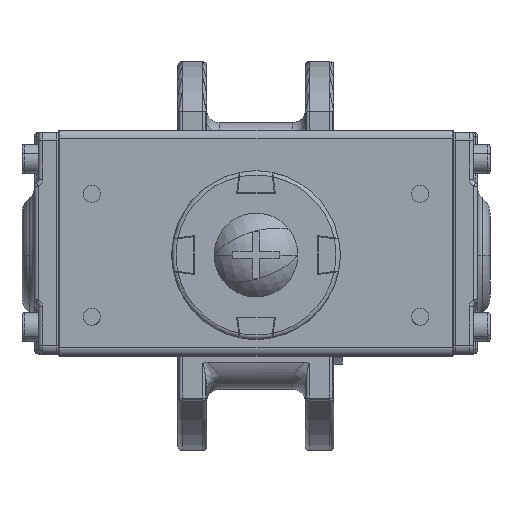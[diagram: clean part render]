
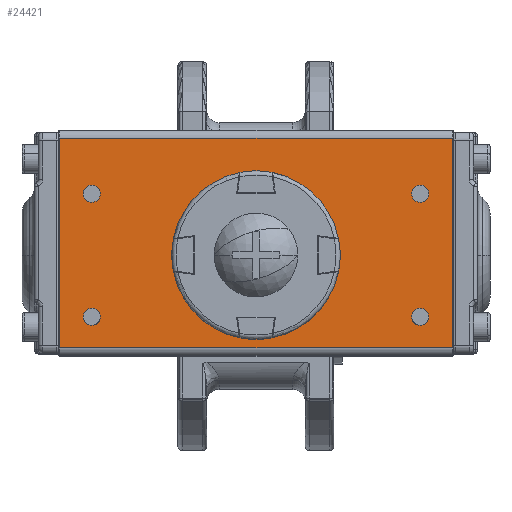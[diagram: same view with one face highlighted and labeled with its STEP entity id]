
A CAD part, top view. The second image highlights one B-rep face of the part: STEP entity #24421.
In plain terms, the highlighted planar face has unit normal (0, 0, 1).
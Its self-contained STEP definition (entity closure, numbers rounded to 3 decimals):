
#24282=CARTESIAN_POINT('',(-48.,30.5,98.));
#24283=DIRECTION('',(0.,0.,-1.));
#24284=DIRECTION('',(1.,0.,0.));
#24285=AXIS2_PLACEMENT_3D('',#24282,#24283,#24284);
#24286=PLANE('',#24285);
#24287=CARTESIAN_POINT('',(-42.1,-15.,98.));
#24288=VERTEX_POINT('',#24287);
#24289=CARTESIAN_POINT('',(-37.9,-15.,98.));
#24290=VERTEX_POINT('',#24289);
#24291=CARTESIAN_POINT('',(-40.,-15.,98.));
#24292=DIRECTION('',(-0.,-0.,1.));
#24293=DIRECTION('',(-1.,-0.,-0.));
#24294=AXIS2_PLACEMENT_3D('',#24291,#24292,#24293);
#24295=CIRCLE('',#24294,2.1);
#24296=EDGE_CURVE('NONE',#24288,#24290,#24295,.T.);
#24297=ORIENTED_EDGE('',*,*,#24296,.F.);
#24298=CARTESIAN_POINT('',(-40.,-15.,98.));
#24299=DIRECTION('',(-0.,-0.,1.));
#24300=DIRECTION('',(-1.,-0.,-0.));
#24301=AXIS2_PLACEMENT_3D('',#24298,#24299,#24300);
#24302=CIRCLE('',#24301,2.1);
#24303=EDGE_CURVE('NONE',#24290,#24288,#24302,.T.);
#24304=ORIENTED_EDGE('',*,*,#24303,.F.);
#24305=EDGE_LOOP('',(#24297,#24304));
#24306=FACE_BOUND('',#24305,.T.);
#24307=CARTESIAN_POINT('',(-42.1,15.,98.));
#24308=VERTEX_POINT('',#24307);
#24309=CARTESIAN_POINT('',(-37.9,15.,98.));
#24310=VERTEX_POINT('',#24309);
#24311=CARTESIAN_POINT('',(-40.,15.,98.));
#24312=DIRECTION('',(-0.,-0.,1.));
#24313=DIRECTION('',(-1.,-0.,-0.));
#24314=AXIS2_PLACEMENT_3D('',#24311,#24312,#24313);
#24315=CIRCLE('',#24314,2.1);
#24316=EDGE_CURVE('NONE',#24308,#24310,#24315,.T.);
#24317=ORIENTED_EDGE('',*,*,#24316,.F.);
#24318=CARTESIAN_POINT('',(-40.,15.,98.));
#24319=DIRECTION('',(-0.,-0.,1.));
#24320=DIRECTION('',(-1.,-0.,-0.));
#24321=AXIS2_PLACEMENT_3D('',#24318,#24319,#24320);
#24322=CIRCLE('',#24321,2.1);
#24323=EDGE_CURVE('NONE',#24310,#24308,#24322,.T.);
#24324=ORIENTED_EDGE('',*,*,#24323,.F.);
#24325=EDGE_LOOP('',(#24317,#24324));
#24326=FACE_BOUND('',#24325,.T.);
#24327=CARTESIAN_POINT('',(37.9,15.,98.));
#24328=VERTEX_POINT('',#24327);
#24329=CARTESIAN_POINT('',(42.1,15.,98.));
#24330=VERTEX_POINT('',#24329);
#24331=CARTESIAN_POINT('',(40.,15.,98.));
#24332=DIRECTION('',(-0.,-0.,1.));
#24333=DIRECTION('',(-1.,-0.,-0.));
#24334=AXIS2_PLACEMENT_3D('',#24331,#24332,#24333);
#24335=CIRCLE('',#24334,2.1);
#24336=EDGE_CURVE('NONE',#24328,#24330,#24335,.T.);
#24337=ORIENTED_EDGE('',*,*,#24336,.F.);
#24338=CARTESIAN_POINT('',(40.,15.,98.));
#24339=DIRECTION('',(-0.,-0.,1.));
#24340=DIRECTION('',(-1.,-0.,-0.));
#24341=AXIS2_PLACEMENT_3D('',#24338,#24339,#24340);
#24342=CIRCLE('',#24341,2.1);
#24343=EDGE_CURVE('NONE',#24330,#24328,#24342,.T.);
#24344=ORIENTED_EDGE('',*,*,#24343,.F.);
#24345=EDGE_LOOP('',(#24337,#24344));
#24346=FACE_BOUND('',#24345,.T.);
#24347=CARTESIAN_POINT('',(37.9,-15.,98.));
#24348=VERTEX_POINT('',#24347);
#24349=CARTESIAN_POINT('',(42.1,-15.,98.));
#24350=VERTEX_POINT('',#24349);
#24351=CARTESIAN_POINT('',(40.,-15.,98.));
#24352=DIRECTION('',(-0.,-0.,1.));
#24353=DIRECTION('',(-1.,-0.,-0.));
#24354=AXIS2_PLACEMENT_3D('',#24351,#24352,#24353);
#24355=CIRCLE('',#24354,2.1);
#24356=EDGE_CURVE('NONE',#24348,#24350,#24355,.T.);
#24357=ORIENTED_EDGE('',*,*,#24356,.F.);
#24358=CARTESIAN_POINT('',(40.,-15.,98.));
#24359=DIRECTION('',(-0.,-0.,1.));
#24360=DIRECTION('',(-1.,-0.,-0.));
#24361=AXIS2_PLACEMENT_3D('',#24358,#24359,#24360);
#24362=CIRCLE('',#24361,2.1);
#24363=EDGE_CURVE('NONE',#24350,#24348,#24362,.T.);
#24364=ORIENTED_EDGE('',*,*,#24363,.F.);
#24365=EDGE_LOOP('',(#24357,#24364));
#24366=FACE_BOUND('',#24365,.T.);
#24367=CARTESIAN_POINT('',(-47.8,-22.5,98.));
#24368=VERTEX_POINT('',#24367);
#24369=CARTESIAN_POINT('',(47.8,-22.5,98.));
#24370=VERTEX_POINT('',#24369);
#24371=CARTESIAN_POINT('',(-47.8,-22.5,98.));
#24372=DIRECTION('',(1.,0.,0.));
#24373=VECTOR('',#24372,95.6);
#24374=LINE('',#24371,#24373);
#24375=EDGE_CURVE('',#24368,#24370,#24374,.T.);
#24376=ORIENTED_EDGE('',*,*,#24375,.T.);
#24377=CARTESIAN_POINT('',(47.8,28.5,98.));
#24378=VERTEX_POINT('',#24377);
#24379=CARTESIAN_POINT('',(47.8,-22.5,98.));
#24380=DIRECTION('',(-0.,1.,0.));
#24381=VECTOR('',#24380,51.);
#24382=LINE('',#24379,#24381);
#24383=EDGE_CURVE('',#24370,#24378,#24382,.T.);
#24384=ORIENTED_EDGE('',*,*,#24383,.T.);
#24385=CARTESIAN_POINT('',(-47.8,28.5,98.));
#24386=VERTEX_POINT('',#24385);
#24387=CARTESIAN_POINT('',(47.8,28.5,98.));
#24388=DIRECTION('',(-1.,-0.,-0.));
#24389=VECTOR('',#24388,95.6);
#24390=LINE('',#24387,#24389);
#24391=EDGE_CURVE('',#24378,#24386,#24390,.T.);
#24392=ORIENTED_EDGE('',*,*,#24391,.T.);
#24393=CARTESIAN_POINT('',(-47.8,28.5,98.));
#24394=DIRECTION('',(0.,-1.,-0.));
#24395=VECTOR('',#24394,51.);
#24396=LINE('',#24393,#24395);
#24397=EDGE_CURVE('',#24386,#24368,#24396,.T.);
#24398=ORIENTED_EDGE('',*,*,#24397,.T.);
#24399=EDGE_LOOP('',(#24376,#24384,#24392,#24398));
#24400=FACE_BOUND('',#24399,.T.);
#24401=CARTESIAN_POINT('',(0.,-7.,98.));
#24402=VERTEX_POINT('',#24401);
#24403=CARTESIAN_POINT('',(0.,7.,98.));
#24404=VERTEX_POINT('',#24403);
#24405=CARTESIAN_POINT('',(0.,0.,98.));
#24406=DIRECTION('',(0.,0.,-1.));
#24407=DIRECTION('',(1.,0.,0.));
#24408=AXIS2_PLACEMENT_3D('',#24405,#24406,#24407);
#24409=CIRCLE('',#24408,7.);
#24410=EDGE_CURVE('',#24402,#24404,#24409,.T.);
#24411=ORIENTED_EDGE('',*,*,#24410,.T.);
#24412=CARTESIAN_POINT('',(0.,0.,98.));
#24413=DIRECTION('',(0.,0.,-1.));
#24414=DIRECTION('',(1.,0.,0.));
#24415=AXIS2_PLACEMENT_3D('',#24412,#24413,#24414);
#24416=CIRCLE('',#24415,7.);
#24417=EDGE_CURVE('',#24404,#24402,#24416,.T.);
#24418=ORIENTED_EDGE('',*,*,#24417,.T.);
#24419=EDGE_LOOP('',(#24411,#24418));
#24420=FACE_BOUND('',#24419,.T.);
#24421=ADVANCED_FACE('',(#24306,#24326,#24346,#24366,#24400,#24420),#24286,.F.);
